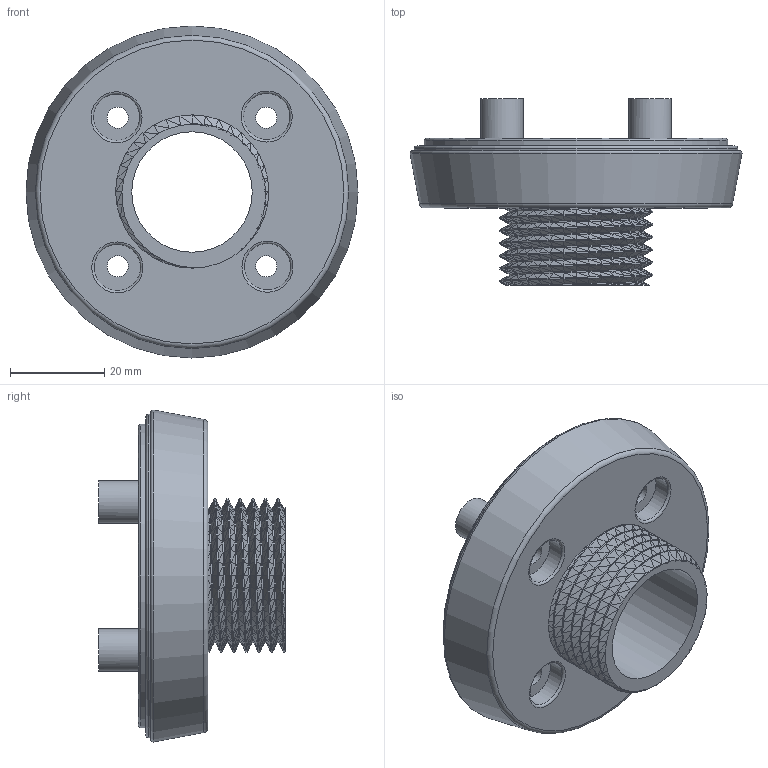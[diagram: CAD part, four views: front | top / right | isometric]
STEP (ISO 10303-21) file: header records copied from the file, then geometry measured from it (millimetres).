
FILE_DESCRIPTION(/* description */ (''),/* implementation_level */ '2;1');
FILE_NAME(/* name */ 'RG-15 Housing Adapter Male v4.step',/* time_stamp */ '2023-05-25T22:24:26-04:00',/* author */ (''),/* organization */ (''),/* preprocessor_version */ 'ST-DEVELOPER v19.2',/* originating_system */ 'Autodesk Translation Framework v12.4.0.73',/* authorisation */ '');
FILE_SCHEMA (('AUTOMOTIVE_DESIGN { 1 0 10303 214 3 1 1 }'));
Length unit declared in the file: millimetre
Products named in the file (2): RG-15 Housing Adapter Male; RG-15 Housing Adapter Unthreaded v3
Assembly tree (1 placements, depth 2):
  RG-15 Housing Adapter Male
    RG-15 Housing Adapter Unthreaded v3
Bounding box: 70.3 x 39.49 x 70.3 mm (x, y, z)
Volume: 26807.1 mm3; surface area: 20184.8 mm2
Topology: 1 solids, 1 shells, 1489 faces, 2628 edges, 1149 vertices
Faces by surface type: plane 1446, cylinder 32, torus 10, cone 1
Full cylindrical faces by diameter (mm): 4.5 x4, 9 x4, 9.8 x4, 25.5 x1, 60.5 x1, 64.3 x1, 68.5 x1
Entity records: 32980 total; most frequent: DIRECTION 5756, ORIENTED_EDGE 5304, CARTESIAN_POINT 5293, EDGE_CURVE 2652, LINE 2532, VECTOR 2532, AXIS2_PLACEMENT_3D 1612, EDGE_LOOP 1507
